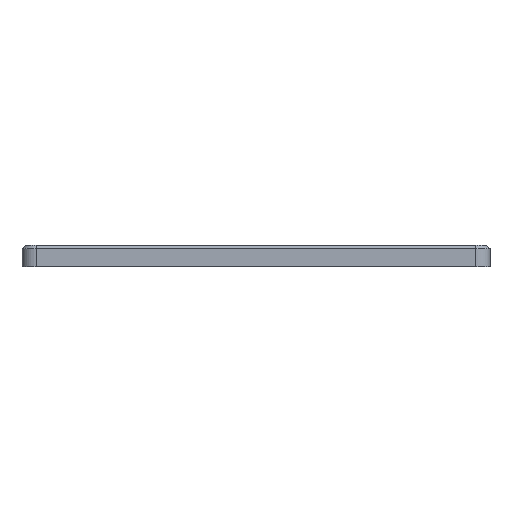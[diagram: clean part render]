
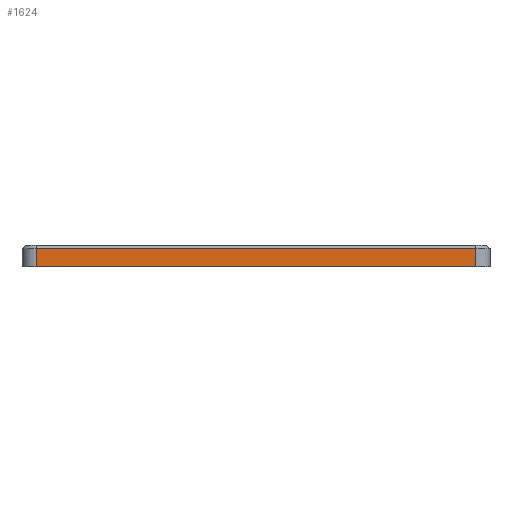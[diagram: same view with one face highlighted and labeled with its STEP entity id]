
A CAD part, left-side view. The second image highlights one B-rep face of the part: STEP entity #1624.
In plain terms, the highlighted planar face has unit normal (-1, 0, 0).
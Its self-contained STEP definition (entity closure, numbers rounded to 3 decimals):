
#106=PLANE('',#1746);
#160=FACE_OUTER_BOUND('',#260,.T.);
#260=EDGE_LOOP('',(#1133,#1134,#1135,#1136));
#457=LINE('',#2414,#587);
#465=LINE('',#2438,#595);
#466=LINE('',#2440,#596);
#467=LINE('',#2441,#597);
#587=VECTOR('',#1931,10.);
#595=VECTOR('',#1957,10.);
#596=VECTOR('',#1958,10.);
#597=VECTOR('',#1959,10.);
#715=VERTEX_POINT('',#2404);
#717=VERTEX_POINT('',#2410);
#725=VERTEX_POINT('',#2437);
#726=VERTEX_POINT('',#2439);
#868=EDGE_CURVE('',#715,#717,#457,.T.);
#880=EDGE_CURVE('',#725,#715,#465,.T.);
#881=EDGE_CURVE('',#725,#726,#466,.T.);
#882=EDGE_CURVE('',#726,#717,#467,.T.);
#1133=ORIENTED_EDGE('',*,*,#868,.F.);
#1134=ORIENTED_EDGE('',*,*,#880,.F.);
#1135=ORIENTED_EDGE('',*,*,#881,.T.);
#1136=ORIENTED_EDGE('',*,*,#882,.T.);
#1624=ADVANCED_FACE('',(#160),#106,.T.);
#1746=AXIS2_PLACEMENT_3D('',#2436,#1955,#1956);
#1931=DIRECTION('',(0.,-1.,0.));
#1955=DIRECTION('center_axis',(-1.,0.,0.));
#1956=DIRECTION('ref_axis',(0.,-1.,0.));
#1957=DIRECTION('',(0.,0.,1.));
#1958=DIRECTION('',(0.,-1.,0.));
#1959=DIRECTION('',(0.,0.,1.));
#2404=CARTESIAN_POINT('',(0.,63.,2.5));
#2410=CARTESIAN_POINT('',(0.,2.,2.5));
#2414=CARTESIAN_POINT('',(0.,47.75,2.5));
#2436=CARTESIAN_POINT('Origin',(0.,63.,0.));
#2437=CARTESIAN_POINT('',(0.,63.,0.));
#2438=CARTESIAN_POINT('',(0.,63.,0.));
#2439=CARTESIAN_POINT('',(0.,2.,0.));
#2440=CARTESIAN_POINT('',(0.,63.,0.));
#2441=CARTESIAN_POINT('',(0.,2.,0.));
